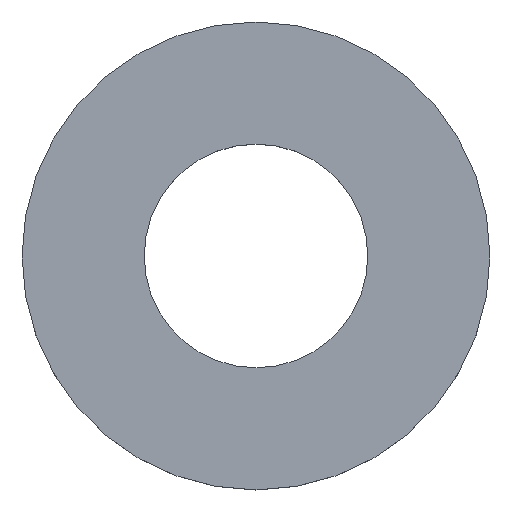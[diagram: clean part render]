
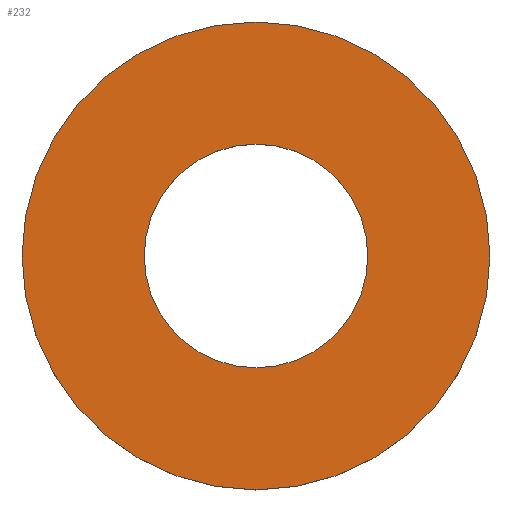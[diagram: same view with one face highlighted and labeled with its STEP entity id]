
A CAD part, top view. The second image highlights one B-rep face of the part: STEP entity #232.
In plain terms, the highlighted planar face has unit normal (0, 0, 1).
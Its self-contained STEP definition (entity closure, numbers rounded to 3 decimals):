
#1 = CARTESIAN_POINT ( 'NONE',  ( -2.15, 0., 0.9 ) ) ;
#4 = CIRCLE ( 'NONE', #28, 2.15 ) ;
#9 = CARTESIAN_POINT ( 'NONE',  ( 0., 0., 0.9 ) ) ;
#12 = DIRECTION ( 'NONE',  ( 1., 0., 0. ) ) ;
#20 = CARTESIAN_POINT ( 'NONE',  ( 0., 0., 0.9 ) ) ;
#23 = DIRECTION ( 'NONE',  ( 1., 0., 0. ) ) ;
#24 = DIRECTION ( 'NONE',  ( 0., 0., 1. ) ) ;
#28 = AXIS2_PLACEMENT_3D ( 'NONE', #162, #63, #118 ) ;
#31 = EDGE_LOOP ( 'NONE', ( #151, #81 ) ) ;
#39 = DIRECTION ( 'NONE',  ( 1., 0., 0. ) ) ;
#46 = CIRCLE ( 'NONE', #67, 4.5 ) ;
#53 = EDGE_CURVE ( 'NONE', #55, #139, #65, .T. ) ;
#54 = EDGE_CURVE ( 'NONE', #185, #94, #46, .T. ) ;
#55 = VERTEX_POINT ( 'NONE', #1 ) ;
#57 = FACE_OUTER_BOUND ( 'NONE', #31, .T. ) ;
#62 = CARTESIAN_POINT ( 'NONE',  ( 4.5, 0., 0.9 ) ) ;
#63 = DIRECTION ( 'NONE',  ( 0., 0., 1. ) ) ;
#65 = CIRCLE ( 'NONE', #179, 2.15 ) ;
#67 = AXIS2_PLACEMENT_3D ( 'NONE', #20, #24, #39 ) ;
#71 = DIRECTION ( 'NONE',  ( 0., 0., 1. ) ) ;
#74 = FACE_BOUND ( 'NONE', #95, .T. ) ;
#81 = ORIENTED_EDGE ( 'NONE', *, *, #54, .T. ) ;
#83 = CARTESIAN_POINT ( 'NONE',  ( 2.15, 0., 0.9 ) ) ;
#85 = ORIENTED_EDGE ( 'NONE', *, *, #96, .F. ) ;
#94 = VERTEX_POINT ( 'NONE', #205 ) ;
#95 = EDGE_LOOP ( 'NONE', ( #163, #85 ) ) ;
#96 = EDGE_CURVE ( 'NONE', #139, #55, #4, .T. ) ;
#98 = CIRCLE ( 'NONE', #201, 4.5 ) ;
#118 = DIRECTION ( 'NONE',  ( 1., 0., 0. ) ) ;
#128 = CARTESIAN_POINT ( 'NONE',  ( 0., 0., 0.9 ) ) ;
#139 = VERTEX_POINT ( 'NONE', #83 ) ;
#148 = PLANE ( 'NONE',  #212 ) ;
#151 = ORIENTED_EDGE ( 'NONE', *, *, #175, .T. ) ;
#157 = CARTESIAN_POINT ( 'NONE',  ( 0., 0., 0.9 ) ) ;
#162 = CARTESIAN_POINT ( 'NONE',  ( 0., 0., 0.9 ) ) ;
#163 = ORIENTED_EDGE ( 'NONE', *, *, #53, .F. ) ;
#175 = EDGE_CURVE ( 'NONE', #94, #185, #98, .T. ) ;
#179 = AXIS2_PLACEMENT_3D ( 'NONE', #157, #221, #23 ) ;
#185 = VERTEX_POINT ( 'NONE', #62 ) ;
#192 = DIRECTION ( 'NONE',  ( 1., 0., 0. ) ) ;
#201 = AXIS2_PLACEMENT_3D ( 'NONE', #128, #71, #12 ) ;
#205 = CARTESIAN_POINT ( 'NONE',  ( -4.5, 0., 0.9 ) ) ;
#212 = AXIS2_PLACEMENT_3D ( 'NONE', #9, #226, #192 ) ;
#221 = DIRECTION ( 'NONE',  ( 0., 0., 1. ) ) ;
#226 = DIRECTION ( 'NONE',  ( 0., 0., 1. ) ) ;
#232 = ADVANCED_FACE ( 'NONE', ( #57, #74 ), #148, .T. ) ;
